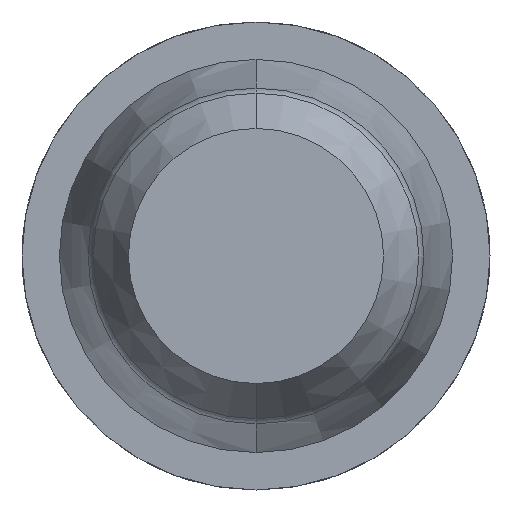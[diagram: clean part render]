
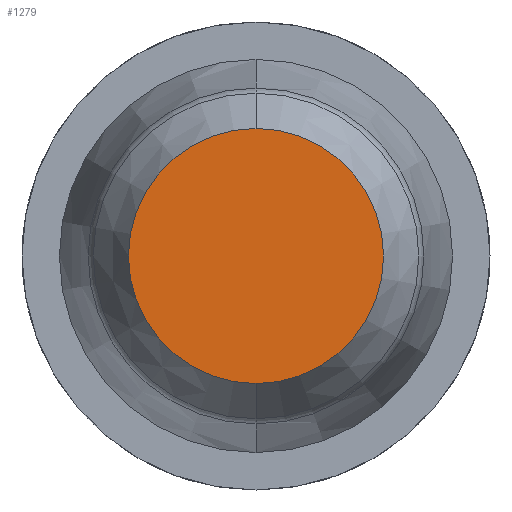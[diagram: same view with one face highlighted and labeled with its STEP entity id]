
A CAD part, front view. The second image highlights one B-rep face of the part: STEP entity #1279.
In plain terms, the highlighted planar face has unit normal (0, -1, 0).
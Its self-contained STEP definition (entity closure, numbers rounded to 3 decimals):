
#38 = CARTESIAN_POINT ( 'NONE',  ( 0., -30.5, 0. ) ) ;
#56 = DIRECTION ( 'NONE',  ( 0., 0., 1. ) ) ;
#223 = DIRECTION ( 'NONE',  ( 0., 1., 0. ) ) ;
#751 = FACE_OUTER_BOUND ( 'NONE', #2055, .T. ) ;
#1279 = ADVANCED_FACE ( 'Defeature ausgef�hrt3_0', ( #751 ), #2409, .F. ) ;
#1640 = EDGE_CURVE ( 'Defeature ausgef�hrt3_1+Defeature ausgef�hrt3_0+Defeature ausgef�hrt3_0+Defeature ausgef�hrt3_0', #3228, #3026, #2956, .T. ) ;
#1801 = ORIENTED_EDGE ( 'NONE', *, *, #2528, .F. ) ;
#1828 = AXIS2_PLACEMENT_3D ( 'NONE', #38, #2887, #56 ) ;
#2055 = EDGE_LOOP ( 'NONE', ( #2515, #1801 ) ) ;
#2077 = CIRCLE ( 'NONE', #3683, 0.627 ) ;
#2148 = DIRECTION ( 'NONE',  ( 0., 0., 1. ) ) ;
#2409 = PLANE ( 'NONE',  #2883 ) ;
#2453 = CARTESIAN_POINT ( 'NONE',  ( 0., -30.5, 0.627 ) ) ;
#2515 = ORIENTED_EDGE ( 'NONE', *, *, #1640, .F. ) ;
#2528 = EDGE_CURVE ( 'Defeature ausgef�hrt3_1+Defeature ausgef�hrt3_0+Defeature ausgef�hrt3_0+Defeature ausgef�hrt3_0', #3026, #3228, #2077, .T. ) ;
#2883 = AXIS2_PLACEMENT_3D ( 'NONE', #3998, #3040, #3702 ) ;
#2887 = DIRECTION ( 'NONE',  ( 0., 1., 0. ) ) ;
#2956 = CIRCLE ( 'NONE', #1828, 0.627 ) ;
#2973 = CARTESIAN_POINT ( 'NONE',  ( 0., -30.5, -0.627 ) ) ;
#3026 = VERTEX_POINT ( 'NONE', #2973 ) ;
#3040 = DIRECTION ( 'NONE',  ( 0., 1., 0. ) ) ;
#3066 = CARTESIAN_POINT ( 'NONE',  ( 0., -30.5, 0. ) ) ;
#3228 = VERTEX_POINT ( 'NONE', #2453 ) ;
#3683 = AXIS2_PLACEMENT_3D ( 'NONE', #3066, #223, #2148 ) ;
#3702 = DIRECTION ( 'NONE',  ( 0., 0., 1. ) ) ;
#3998 = CARTESIAN_POINT ( 'NONE',  ( 0., -30.5, 0. ) ) ;
